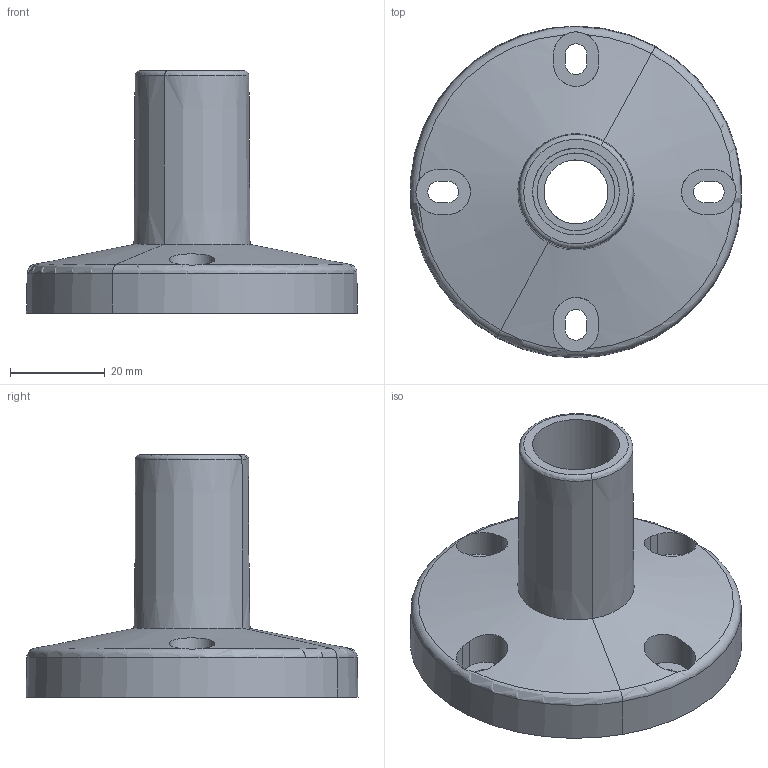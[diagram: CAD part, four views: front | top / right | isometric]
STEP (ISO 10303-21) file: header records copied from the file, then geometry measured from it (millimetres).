
FILE_DESCRIPTION (( 'STEP AP203' ), '1' );
FILE_NAME ('QZ18 3D.STP', '2021-01-20T09:33:41', ( '' ), ( '' ), 'SwSTEP 2.0', 'SolidWorks 2019', '' );
FILE_SCHEMA (( 'CONFIG_CONTROL_DESIGN' ));
Length unit declared in the file: millimetre
Products named in the file (1): QZ18 3D
Bounding box: 69.81 x 70 x 51.1 mm (x, y, z)
Volume: 27942.6 mm3; surface area: 20275.2 mm2
Topology: 1 solids, 1 shells, 177 faces, 501 edges, 329 vertices
Faces by surface type: plane 101, cylinder 46, cone 26, torus 4
Entity records: 8325 total; most frequent: CARTESIAN_POINT 4643, ORIENTED_EDGE 1002, B_SPLINE_CURVE_WITH_KNOTS 501, EDGE_CURVE 501, DIRECTION 356, VERTEX_POINT 329, EDGE_LOOP 190, AXIS2_PLACEMENT_3D 178
